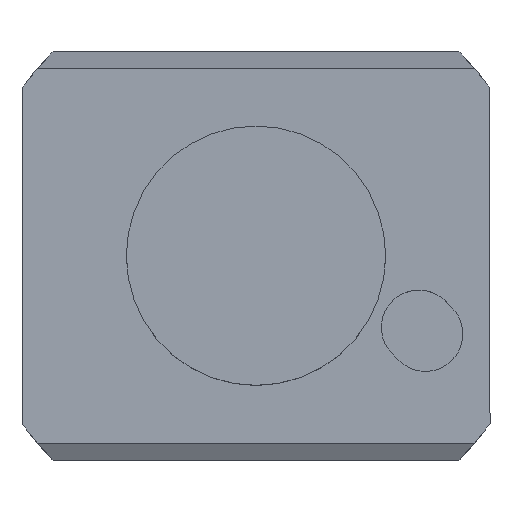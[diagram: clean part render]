
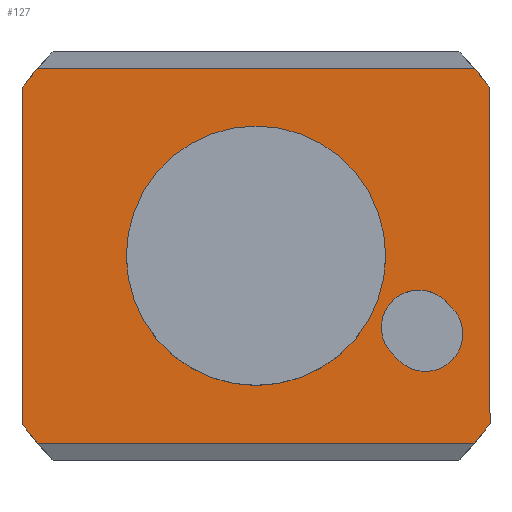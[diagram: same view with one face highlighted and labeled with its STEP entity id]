
A CAD part, top view. The second image highlights one B-rep face of the part: STEP entity #127.
In plain terms, the highlighted planar face has unit normal (0, 0, 1).
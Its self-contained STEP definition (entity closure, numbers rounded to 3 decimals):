
#45=FACE_BOUND('',#265,.T.);
#46=FACE_BOUND('',#266,.T.);
#47=FACE_BOUND('',#267,.T.);
#85=CIRCLE('',#992,8.);
#86=CIRCLE('',#995,8.);
#88=CIRCLE('',#999,27.7);
#89=CIRCLE('',#1007,61.5);
#90=CIRCLE('',#1008,61.5);
#91=CIRCLE('',#1009,61.5);
#92=CIRCLE('',#1010,61.5);
#127=ADVANCED_FACE('',(#45,#46,#47),#170,.F.);
#170=PLANE('',#1011);
#265=EDGE_LOOP('',(#421,#422,#423,#424));
#266=EDGE_LOOP('',(#425,#426,#427,#428,#429,#430,#431,#432));
#267=EDGE_LOOP('',(#433));
#421=ORIENTED_EDGE('',*,*,#692,.F.);
#422=ORIENTED_EDGE('',*,*,#694,.F.);
#423=ORIENTED_EDGE('',*,*,#687,.F.);
#424=ORIENTED_EDGE('',*,*,#690,.F.);
#425=ORIENTED_EDGE('',*,*,#705,.F.);
#426=ORIENTED_EDGE('',*,*,#701,.T.);
#427=ORIENTED_EDGE('',*,*,#706,.F.);
#428=ORIENTED_EDGE('',*,*,#707,.F.);
#429=ORIENTED_EDGE('',*,*,#708,.F.);
#430=ORIENTED_EDGE('',*,*,#697,.F.);
#431=ORIENTED_EDGE('',*,*,#709,.F.);
#432=ORIENTED_EDGE('',*,*,#710,.F.);
#433=ORIENTED_EDGE('',*,*,#696,.F.);
#588=VERTEX_POINT('',#1448);
#589=VERTEX_POINT('',#1449);
#590=VERTEX_POINT('',#1454);
#591=VERTEX_POINT('',#1458);
#593=VERTEX_POINT('',#1467);
#594=VERTEX_POINT('',#1470);
#595=VERTEX_POINT('',#1471);
#598=VERTEX_POINT('',#1479);
#599=VERTEX_POINT('',#1480);
#602=VERTEX_POINT('',#1488);
#603=VERTEX_POINT('',#1490);
#604=VERTEX_POINT('',#1492);
#605=VERTEX_POINT('',#1495);
#687=EDGE_CURVE('',#588,#589,#794,.T.);
#690=EDGE_CURVE('',#590,#588,#85,.T.);
#692=EDGE_CURVE('',#591,#590,#798,.T.);
#694=EDGE_CURVE('',#589,#591,#86,.T.);
#696=EDGE_CURVE('',#593,#593,#88,.T.);
#697=EDGE_CURVE('',#594,#595,#800,.T.);
#701=EDGE_CURVE('',#598,#599,#802,.T.);
#705=EDGE_CURVE('',#598,#602,#89,.T.);
#706=EDGE_CURVE('',#603,#599,#90,.T.);
#707=EDGE_CURVE('',#604,#603,#804,.T.);
#708=EDGE_CURVE('',#595,#604,#91,.T.);
#709=EDGE_CURVE('',#605,#594,#92,.T.);
#710=EDGE_CURVE('',#602,#605,#805,.T.);
#794=LINE('',#1447,#885);
#798=LINE('',#1457,#889);
#800=LINE('',#1469,#891);
#802=LINE('',#1478,#893);
#804=LINE('',#1491,#895);
#805=LINE('',#1496,#896);
#885=VECTOR('',#1170,1.);
#889=VECTOR('',#1180,1.);
#891=VECTOR('',#1196,1.);
#893=VECTOR('',#1204,1.);
#895=VECTOR('',#1216,1.);
#896=VECTOR('',#1221,1.);
#992=AXIS2_PLACEMENT_3D('',#1453,#1175,#1176);
#995=AXIS2_PLACEMENT_3D('',#1461,#1184,#1185);
#999=AXIS2_PLACEMENT_3D('',#1466,#1192,#1193);
#1007=AXIS2_PLACEMENT_3D('',#1487,#1212,#1213);
#1008=AXIS2_PLACEMENT_3D('',#1489,#1214,#1215);
#1009=AXIS2_PLACEMENT_3D('',#1493,#1217,#1218);
#1010=AXIS2_PLACEMENT_3D('',#1494,#1219,#1220);
#1011=AXIS2_PLACEMENT_3D('',#1497,#1222,#1223);
#1170=DIRECTION('',(0.707,-0.707,0.));
#1175=DIRECTION('',(0.,0.,1.));
#1176=DIRECTION('',(0.,-1.,0.));
#1180=DIRECTION('',(-0.707,0.707,0.));
#1184=DIRECTION('',(0.,0.,1.));
#1185=DIRECTION('',(0.,1.,0.));
#1192=DIRECTION('',(0.,0.,1.));
#1193=DIRECTION('',(-1.,0.,0.));
#1196=DIRECTION('',(-1.,0.,0.));
#1204=DIRECTION('',(-1.,0.,0.));
#1212=DIRECTION('',(0.,0.,-1.));
#1213=DIRECTION('',(1.,0.,0.));
#1214=DIRECTION('',(0.,0.,-1.));
#1215=DIRECTION('',(1.,0.,0.));
#1216=DIRECTION('',(0.,1.,0.));
#1217=DIRECTION('',(0.,0.,-1.));
#1218=DIRECTION('',(1.,0.,0.));
#1219=DIRECTION('',(0.,0.,-1.));
#1220=DIRECTION('',(1.,0.,0.));
#1221=DIRECTION('',(0.,-1.,0.));
#1222=DIRECTION('',(0.,0.,-1.));
#1223=DIRECTION('',(-1.,0.,0.));
#1447=CARTESIAN_POINT('',(29.126,-20.937,0.));
#1448=CARTESIAN_POINT('',(29.126,-20.937,0.));
#1449=CARTESIAN_POINT('',(30.54,-22.352,0.));
#1453=CARTESIAN_POINT('',(34.783,-15.281,0.));
#1454=CARTESIAN_POINT('',(40.439,-9.624,0.));
#1457=CARTESIAN_POINT('',(41.854,-11.038,0.));
#1458=CARTESIAN_POINT('',(41.854,-11.038,0.));
#1461=CARTESIAN_POINT('',(36.197,-16.695,0.));
#1466=CARTESIAN_POINT('',(0.,0.,0.));
#1467=CARTESIAN_POINT('',(-27.7,0.,0.));
#1469=CARTESIAN_POINT('',(100.482,-40.,0.));
#1470=CARTESIAN_POINT('',(46.715,-40.,0.));
#1471=CARTESIAN_POINT('',(-46.715,-40.,0.));
#1478=CARTESIAN_POINT('',(100.482,40.,0.));
#1479=CARTESIAN_POINT('',(46.715,40.,0.));
#1480=CARTESIAN_POINT('',(-46.715,40.,0.));
#1487=CARTESIAN_POINT('',(0.,0.,0.));
#1488=CARTESIAN_POINT('',(50.,35.809,0.));
#1489=CARTESIAN_POINT('',(0.,0.,0.));
#1490=CARTESIAN_POINT('',(-50.,35.809,0.));
#1491=CARTESIAN_POINT('',(-50.,-35.809,0.));
#1492=CARTESIAN_POINT('',(-50.,-35.809,0.));
#1493=CARTESIAN_POINT('',(0.,0.,0.));
#1494=CARTESIAN_POINT('',(0.,0.,0.));
#1495=CARTESIAN_POINT('',(50.,-35.809,0.));
#1496=CARTESIAN_POINT('',(50.,35.809,0.));
#1497=CARTESIAN_POINT('',(0.,0.,0.));
